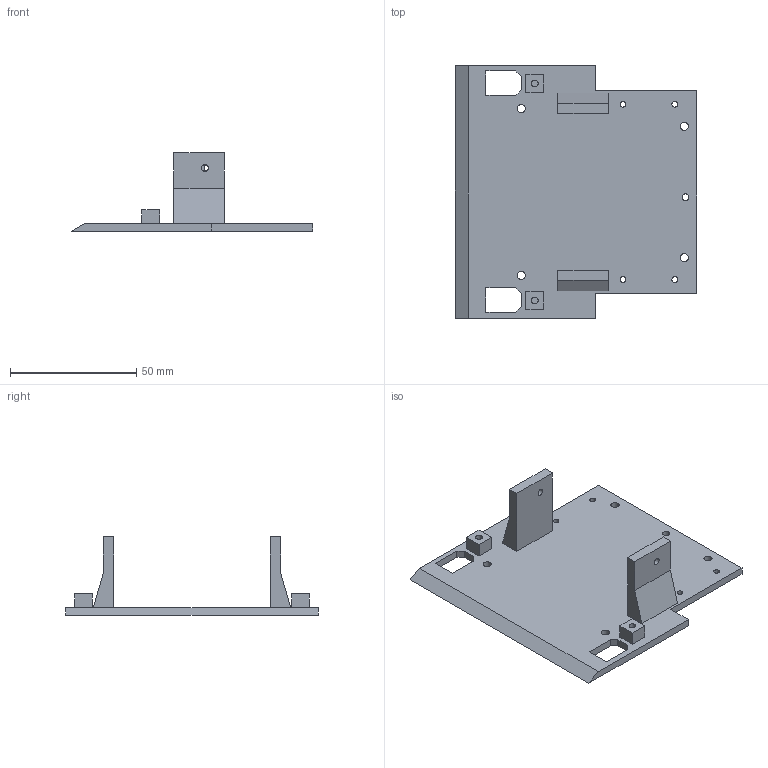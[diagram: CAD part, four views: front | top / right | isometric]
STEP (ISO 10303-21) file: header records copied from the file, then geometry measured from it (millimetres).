
FILE_DESCRIPTION(/* description */ (''),/* implementation_level */ '2;1');
FILE_NAME(/* name */ 'Chasis_v2.step',/* time_stamp */ '2025-08-17T17:36:51+02:00',/* author */ (''),/* organization */ (''),/* preprocessor_version */ 'ST-DEVELOPER v20.1',/* originating_system */ 'Autodesk Translation Framework v14.10.0.0',/* authorisation */ '');
FILE_SCHEMA (('AUTOMOTIVE_DESIGN { 1 0 10303 214 3 1 1 }'));
Length unit declared in the file: millimetre
Products named in the file (1): FusionComponent
Bounding box: 95.62 x 100 x 31 mm (x, y, z)
Volume: 30595.3 mm3; surface area: 21444.3 mm2
Topology: 1 solids, 1 shells, 59 faces, 153 edges, 102 vertices
Faces by surface type: plane 46, cylinder 13
Full cylindrical faces by diameter (mm): 2.3 x4, 2.7 x5, 3.2 x4
Entity records: 1878 total; most frequent: CARTESIAN_POINT 315, ORIENTED_EDGE 306, DIRECTION 299, EDGE_CURVE 153, LINE 127, VECTOR 127, VERTEX_POINT 102, EDGE_LOOP 91
